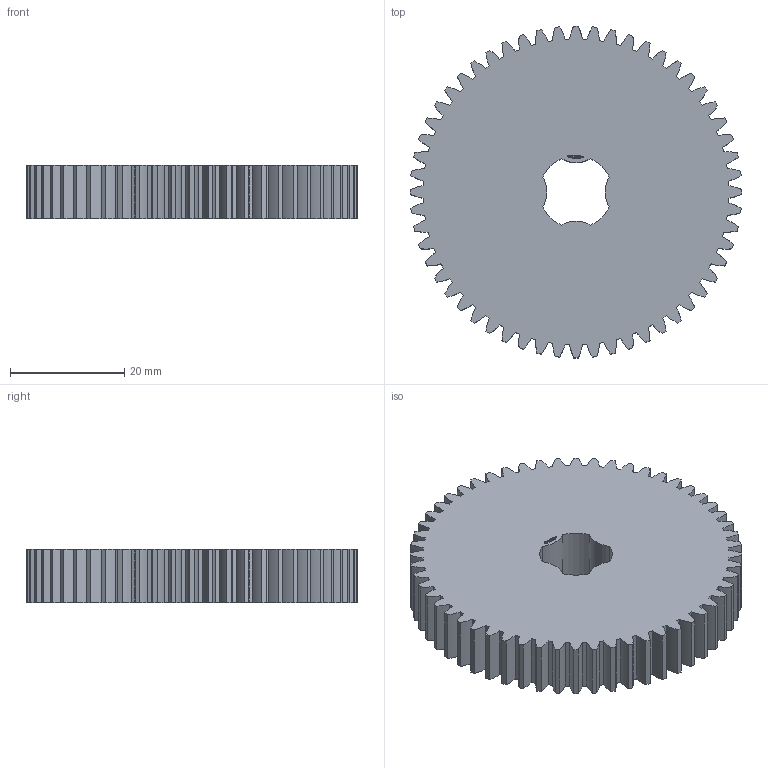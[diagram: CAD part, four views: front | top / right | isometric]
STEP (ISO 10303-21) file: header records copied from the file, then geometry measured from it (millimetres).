
FILE_DESCRIPTION(('FreeCAD Model'),'2;1');
FILE_NAME('Open CASCADE Shape Model','2024-03-10T19:43:06',(''),(''), 'Open CASCADE STEP processor 7.6','FreeCAD','Unknown');
FILE_SCHEMA(('AUTOMOTIVE_DESIGN { 1 0 10303 214 1 1 1 1 }'));
Products named in the file (1): Gear Wheel PLN TTH56 BU00.75 SFT-SHD - SPN-GWH-0203 (stemfie.org)
Bounding box: 57.99 x 57.99 x 9.38 mm (x, y, z)
Volume: 21934.8 mm3; surface area: 8398 mm2
Topology: 1 solids, 1 shells, 714 faces, 2046 edges, 1364 vertices
Faces by surface type: extrusion 390, plane 316, cylinder 8
Entity records: 65341 total; most frequent: CARTESIAN_POINT 22207, DIRECTION 5634, VECTOR 4936, LINE 4546, ORIENTED_EDGE 4092, PCURVE 4092, DEFINITIONAL_REPRESENTATION 4092, EDGE_CURVE 2046
